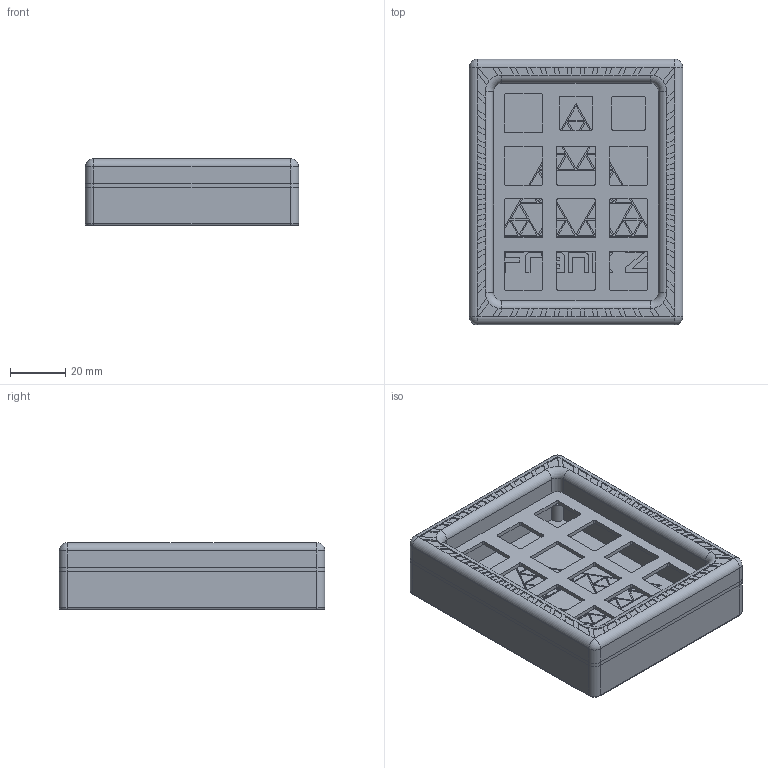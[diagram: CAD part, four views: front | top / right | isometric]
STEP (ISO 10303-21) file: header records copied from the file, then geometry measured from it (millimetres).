
FILE_DESCRIPTION(/* description */ ('STEP AP242','CAx-IF Rec.Pracs.---Representation and Presentation of Product Manufacturing Information (PMI)---4.0---2014-10-13','CAx-IF Rec.Pracs.---3D Tessellated Geometry---0.4---2014-09-14','2;1'),/* implementation_level */ '2;1');
FILE_NAME(/* name */ '6781e11e44e1793ff1b53b4d',/* time_stamp */ '2025-01-11T03:10:23Z',/* author */ (''),/* organization */ (''),/* preprocessor_version */ 'ST-DEVELOPER v20',/* originating_system */ 'ONSHAPE BY PTC INC, 1.192',/* authorisation */ ' ');
FILE_SCHEMA (('AP242_MANAGED_MODEL_BASED_3D_ENGINEERING_MIM_LF { 1 0 10303 442 1 1 4 }'));
Length unit declared in the file: metre
Products named in the file (3): Part 1; Part 3; Part 2
Bounding box: 77.45 x 96.45 x 24.2 mm (x, y, z)
Volume: 67714.4 mm3; surface area: 46975.8 mm2
Topology: 3 solids, 3 shells, 861 faces, 2096 edges, 1292 vertices
Faces by surface type: plane 685, cylinder 140, torus 24, bspline 8, sphere 4
Full cylindrical faces by diameter (mm): 3 x12, 4 x4, 5.8 x4
Entity records: 24674 total; most frequent: CARTESIAN_POINT 4380, ORIENTED_EDGE 4128, DIRECTION 4072, EDGE_CURVE 2064, LINE 1736, VECTOR 1736, VERTEX_POINT 1292, AXIS2_PLACEMENT_3D 1168
